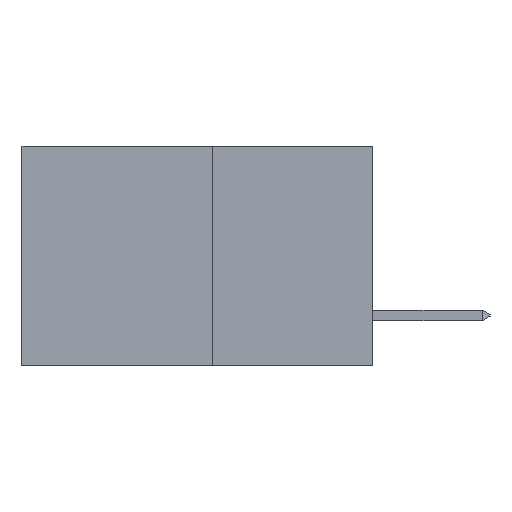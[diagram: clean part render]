
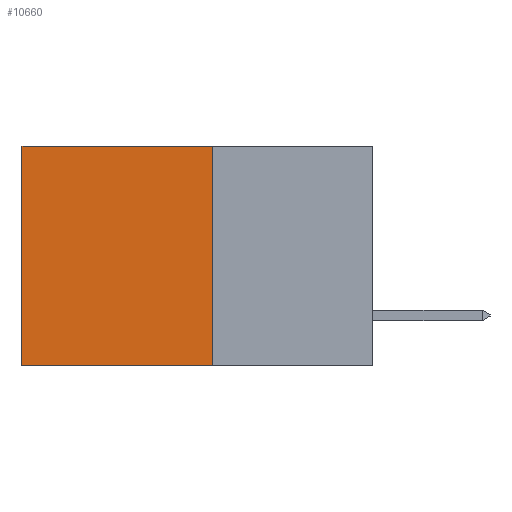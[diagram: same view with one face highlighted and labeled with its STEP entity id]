
A CAD part, left-side view. The second image highlights one B-rep face of the part: STEP entity #10660.
In plain terms, the highlighted planar face has unit normal (-1, 0, 0).
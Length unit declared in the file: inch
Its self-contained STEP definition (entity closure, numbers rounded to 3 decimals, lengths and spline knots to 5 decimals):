
#454 = VECTOR ( 'NONE', #10524, 39.37008 ) ;
#858 = DIRECTION ( 'NONE',  ( 1., 0., 0. ) ) ;
#880 = EDGE_LOOP ( 'NONE', ( #5139, #3627, #7331, #9828 ) ) ;
#2169 = CARTESIAN_POINT ( 'NONE',  ( 0.277, 0.59, 0. ) ) ;
#2288 = VECTOR ( 'NONE', #7325, 39.37008 ) ;
#2307 = CARTESIAN_POINT ( 'NONE',  ( 0.277, 0.27, -0.37 ) ) ;
#2395 = EDGE_CURVE ( 'NONE', #5086, #9976, #6955, .T. ) ;
#3606 = VECTOR ( 'NONE', #4289, 39.37008 ) ;
#3627 = ORIENTED_EDGE ( 'NONE', *, *, #2395, .F. ) ;
#3722 = EDGE_CURVE ( 'NONE', #5849, #9976, #10609, .T. ) ;
#3803 = CARTESIAN_POINT ( 'NONE',  ( 0.277, 0.27, -0.37 ) ) ;
#4254 = EDGE_CURVE ( 'NONE', #7874, #5849, #9791, .T. ) ;
#4289 = DIRECTION ( 'NONE',  ( 0., 0., -1. ) ) ;
#4374 = PLANE ( 'NONE',  #11049 ) ;
#4398 = CARTESIAN_POINT ( 'NONE',  ( 0.277, 0.59, -0.37 ) ) ;
#4638 = LINE ( 'NONE', #3803, #2288 ) ;
#4903 = VECTOR ( 'NONE', #7959, 39.37008 ) ;
#5056 = CARTESIAN_POINT ( 'NONE',  ( 0.277, 0.59, -0.37 ) ) ;
#5086 = VERTEX_POINT ( 'NONE', #2307 ) ;
#5139 = ORIENTED_EDGE ( 'NONE', *, *, #3722, .T. ) ;
#5228 = CARTESIAN_POINT ( 'NONE',  ( 0.277, 0.27, -0.37 ) ) ;
#5849 = VERTEX_POINT ( 'NONE', #2169 ) ;
#5922 = CARTESIAN_POINT ( 'NONE',  ( 0.277, 0.27, -0.37 ) ) ;
#6955 = LINE ( 'NONE', #5922, #4903 ) ;
#6997 = DIRECTION ( 'NONE',  ( 0., 0., -1. ) ) ;
#7325 = DIRECTION ( 'NONE',  ( 0., 0., -1. ) ) ;
#7331 = ORIENTED_EDGE ( 'NONE', *, *, #7803, .F. ) ;
#7803 = EDGE_CURVE ( 'NONE', #7874, #5086, #4638, .T. ) ;
#7874 = VERTEX_POINT ( 'NONE', #10053 ) ;
#7959 = DIRECTION ( 'NONE',  ( 0., 1., 0. ) ) ;
#8979 = FACE_OUTER_BOUND ( 'NONE', #880, .T. ) ;
#9791 = LINE ( 'NONE', #9882, #454 ) ;
#9828 = ORIENTED_EDGE ( 'NONE', *, *, #4254, .T. ) ;
#9882 = CARTESIAN_POINT ( 'NONE',  ( 0.277, 0.27, 0. ) ) ;
#9976 = VERTEX_POINT ( 'NONE', #5056 ) ;
#10053 = CARTESIAN_POINT ( 'NONE',  ( 0.277, 0.27, 0. ) ) ;
#10524 = DIRECTION ( 'NONE',  ( 0., 1., 0. ) ) ;
#10609 = LINE ( 'NONE', #4398, #3606 ) ;
#10660 = ADVANCED_FACE ( 'NONE', ( #8979 ), #4374, .F. ) ;
#11049 = AXIS2_PLACEMENT_3D ( 'NONE', #5228, #858, #6997 ) ;
